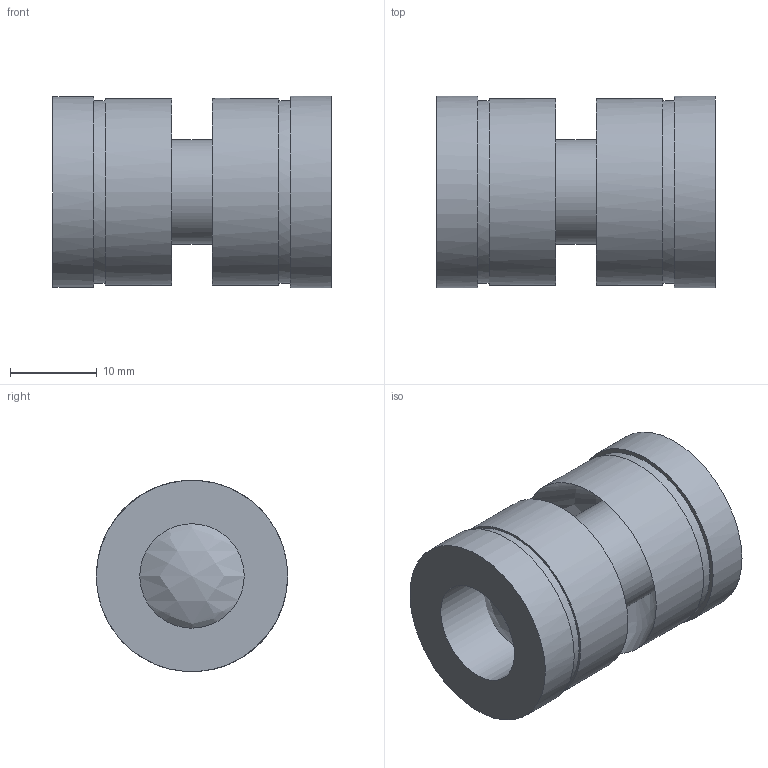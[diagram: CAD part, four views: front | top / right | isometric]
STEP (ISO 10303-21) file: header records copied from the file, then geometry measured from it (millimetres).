
FILE_DESCRIPTION ((), '1');
FILE_NAME ('SK70-212.stp', '2020-09-08T11:34:47', ('Unknown'), ('Unknown'), 'HarmonyWare STEP v2.0.5', 'Vectorworks', '');
FILE_SCHEMA (('CONFIG_CONTROL_DESIGN'));
Length unit declared in the file: millimetre
Products named in the file (1): NONE
Bounding box: 32 x 22 x 22 mm (x, y, z)
Volume: 2631.4 mm3; surface area: 4910.9 mm2
Topology: 1 solids, 1 shells, 15 faces, 47 edges, 40 vertices
Faces by surface type: bspline 15
Entity records: 749 total; most frequent: CARTESIAN_POINT 398, ORIENTED_EDGE 98, EDGE_CURVE 49, VERTEX_POINT 42, EDGE_LOOP 21, FACE_OUTER_BOUND 14, ADVANCED_FACE 14, PERSON 8
